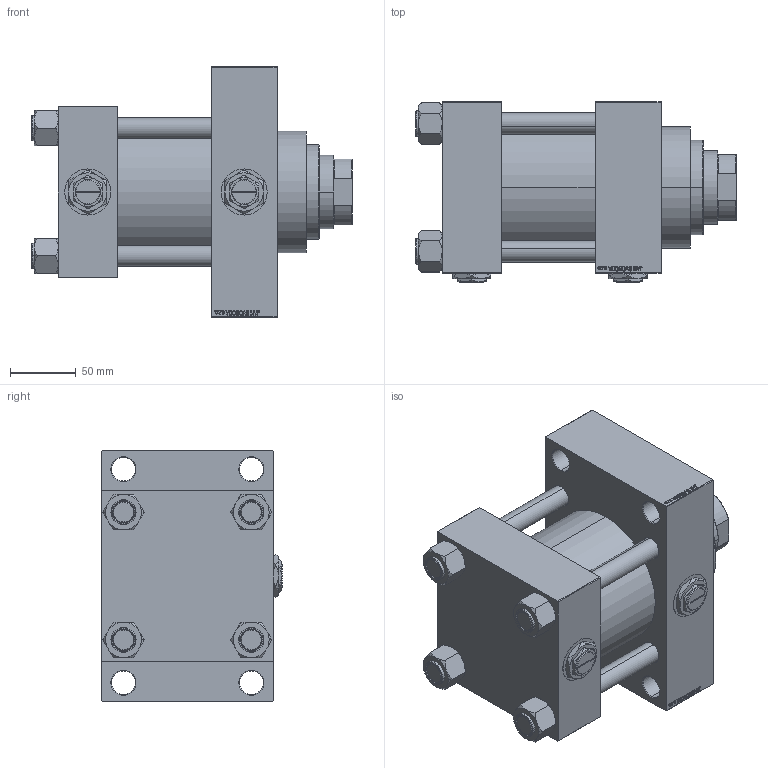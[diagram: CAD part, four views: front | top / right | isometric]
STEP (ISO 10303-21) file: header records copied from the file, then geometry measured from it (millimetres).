
FILE_DESCRIPTION (( 'STEP AP203' ), '1' );
FILE_NAME ('4f3b.STEP', '2025-04-15T18:42:39', ( '' ), ( '' ), 'SwSTEP 2.0', 'SolidWorks 2019', '' );
FILE_SCHEMA (( 'CONFIG_CONTROL_DESIGN' ));
Length unit declared in the file: millimetre
Products named in the file (7): Zatka_pro_OIL_PORT eabc153b90d67dfc5a819c87da95f0fc; 4f3b; NUT_M5_D eabc153b90d67dfc5a819c87da95f0fc; V215CR_D_Body eabc153b90d67dfc5a819c87da95f0fc; V215CR_VCP_D eabc153b90d67dfc5a819c87da95f0fc; V215CR_D_TYCINKA eabc153b90d67dfc5a819c87da95f0fc; V215_VC_A eabc153b90d67dfc5a819c87da95f0fc
Assembly tree (13 placements, depth 2):
  4f3b
    V215CR_D_Body eabc153b90d67dfc5a819c87da95f0fc
    V215CR_VCP_D eabc153b90d67dfc5a819c87da95f0fc
    NUT_M5_D eabc153b90d67dfc5a819c87da95f0fc  x4
    V215CR_D_TYCINKA eabc153b90d67dfc5a819c87da95f0fc  x4
    V215_VC_A eabc153b90d67dfc5a819c87da95f0fc
    Zatka_pro_OIL_PORT eabc153b90d67dfc5a819c87da95f0fc  x2
Bounding box: 243 x 137 x 190 mm (x, y, z)
Volume: 2630067.3 mm3; surface area: 366798.2 mm2
Topology: 13 solids, 13 shells, 1253 faces, 3144 edges, 2033 vertices
Faces by surface type: plane 593, bspline 368, cone 184, cylinder 100, torus 8
Entity records: 49873 total; most frequent: CARTESIAN_POINT 25899, ORIENTED_EDGE 5360, DIRECTION 3534, EDGE_CURVE 2680, VERTEX_POINT 1753, LINE 1570, VECTOR 1570, EDGE_LOOP 1193
